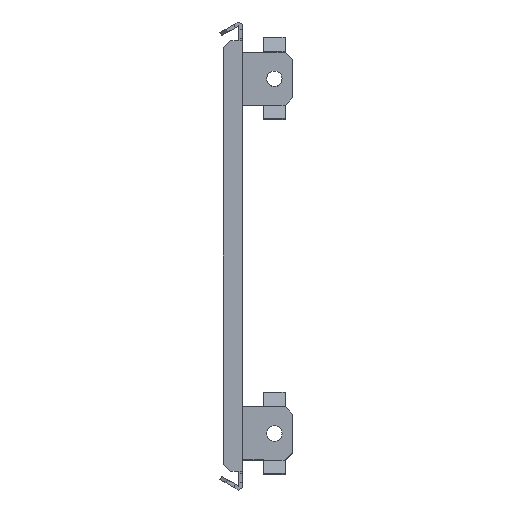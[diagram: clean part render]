
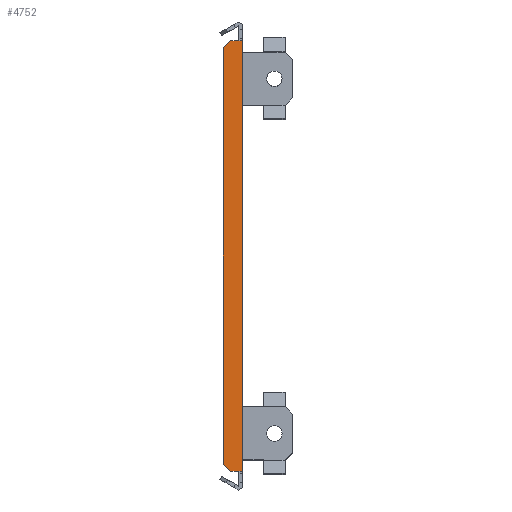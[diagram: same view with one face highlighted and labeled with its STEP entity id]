
A CAD part, front view. The second image highlights one B-rep face of the part: STEP entity #4752.
In plain terms, the highlighted planar face has unit normal (0, -1, 0).
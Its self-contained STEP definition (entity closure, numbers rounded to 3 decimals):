
#911 = VERTEX_POINT ( 'NONE', #7744 ) ;
#1312 = EDGE_CURVE ( 'NONE', #13219, #4061, #4200, .T. ) ;
#1317 = DIRECTION ( 'NONE',  ( -1., 0., 0. ) ) ;
#1439 = CARTESIAN_POINT ( 'NONE',  ( -2.5, -153., -90.897 ) ) ;
#1697 = VERTEX_POINT ( 'NONE', #8067 ) ;
#2000 = VECTOR ( 'NONE', #8815, 1000. ) ;
#2092 = VECTOR ( 'NONE', #9769, 1000. ) ;
#2194 = DIRECTION ( 'NONE',  ( 1., 0., 0. ) ) ;
#2245 = DIRECTION ( 'NONE',  ( 1., 0., 0. ) ) ;
#2369 = VECTOR ( 'NONE', #1317, 1000. ) ;
#2490 = CARTESIAN_POINT ( 'NONE',  ( 0., -153., -90.897 ) ) ;
#3018 = VECTOR ( 'NONE', #2194, 1000. ) ;
#3250 = LINE ( 'NONE', #6731, #2000 ) ;
#3360 = CARTESIAN_POINT ( 'NONE',  ( 0., -153., 90.897 ) ) ;
#3467 = VERTEX_POINT ( 'NONE', #8494 ) ;
#3654 = CARTESIAN_POINT ( 'NONE',  ( 0., -153., 0. ) ) ;
#4061 = VERTEX_POINT ( 'NONE', #5126 ) ;
#4200 = LINE ( 'NONE', #5367, #2092 ) ;
#4361 = LINE ( 'NONE', #7743, #12502 ) ;
#4599 = LINE ( 'NONE', #2490, #14248 ) ;
#4752 = ADVANCED_FACE ( 'NONE', ( #8986 ), #9061, .F. ) ;
#5094 = CARTESIAN_POINT ( 'NONE',  ( -2.5, -153., 90.897 ) ) ;
#5126 = CARTESIAN_POINT ( 'NONE',  ( -8., -153., -87.897 ) ) ;
#5324 = ORIENTED_EDGE ( 'NONE', *, *, #8785, .F. ) ;
#5367 = CARTESIAN_POINT ( 'NONE',  ( -8., -153., 0. ) ) ;
#5602 = LINE ( 'NONE', #3360, #2369 ) ;
#5720 = CARTESIAN_POINT ( 'NONE',  ( -47.948, -153., 47.948 ) ) ;
#5985 = EDGE_CURVE ( 'NONE', #911, #6203, #4599, .T. ) ;
#6203 = VERTEX_POINT ( 'NONE', #1439 ) ;
#6731 = CARTESIAN_POINT ( 'NONE',  ( 0., -153., 0. ) ) ;
#6807 = CARTESIAN_POINT ( 'NONE',  ( -47.948, -153., -47.948 ) ) ;
#6989 = CARTESIAN_POINT ( 'NONE',  ( -8., -153., 87.897 ) ) ;
#7680 = EDGE_CURVE ( 'NONE', #1697, #3467, #3250, .T. ) ;
#7743 = CARTESIAN_POINT ( 'NONE',  ( 0., -153., 90.897 ) ) ;
#7744 = CARTESIAN_POINT ( 'NONE',  ( -5., -153., -90.897 ) ) ;
#7946 = DIRECTION ( 'NONE',  ( -0.707, 0., -0.707 ) ) ;
#8030 = EDGE_LOOP ( 'NONE', ( #13666, #9439, #9766, #5324, #11642, #14389, #10940, #8131 ) ) ;
#8067 = CARTESIAN_POINT ( 'NONE',  ( 0., -153., -90.897 ) ) ;
#8131 = ORIENTED_EDGE ( 'NONE', *, *, #9433, .T. ) ;
#8186 = VECTOR ( 'NONE', #7946, 1000. ) ;
#8494 = CARTESIAN_POINT ( 'NONE',  ( 0., -153., 90.897 ) ) ;
#8618 = VERTEX_POINT ( 'NONE', #5094 ) ;
#8785 = EDGE_CURVE ( 'NONE', #8618, #3467, #4361, .T. ) ;
#8815 = DIRECTION ( 'NONE',  ( 0., 0., 1. ) ) ;
#8986 = FACE_OUTER_BOUND ( 'NONE', #8030, .T. ) ;
#9061 = PLANE ( 'NONE',  #13101 ) ;
#9145 = CARTESIAN_POINT ( 'NONE',  ( -5., -153., 90.897 ) ) ;
#9433 = EDGE_CURVE ( 'NONE', #4061, #911, #12311, .T. ) ;
#9439 = ORIENTED_EDGE ( 'NONE', *, *, #9624, .T. ) ;
#9624 = EDGE_CURVE ( 'NONE', #6203, #1697, #9938, .T. ) ;
#9766 = ORIENTED_EDGE ( 'NONE', *, *, #7680, .T. ) ;
#9769 = DIRECTION ( 'NONE',  ( 0., 0., -1. ) ) ;
#9875 = CARTESIAN_POINT ( 'NONE',  ( -2.5, -153., -90.897 ) ) ;
#9938 = LINE ( 'NONE', #9875, #3018 ) ;
#10173 = DIRECTION ( 'NONE',  ( 1., 0., 0. ) ) ;
#10680 = EDGE_CURVE ( 'NONE', #13128, #13219, #11532, .T. ) ;
#10940 = ORIENTED_EDGE ( 'NONE', *, *, #1312, .T. ) ;
#11231 = DIRECTION ( 'NONE',  ( 0.707, 0., -0.707 ) ) ;
#11532 = LINE ( 'NONE', #5720, #8186 ) ;
#11642 = ORIENTED_EDGE ( 'NONE', *, *, #14325, .T. ) ;
#12311 = LINE ( 'NONE', #6807, #12759 ) ;
#12502 = VECTOR ( 'NONE', #2245, 1000. ) ;
#12759 = VECTOR ( 'NONE', #11231, 1000. ) ;
#13101 = AXIS2_PLACEMENT_3D ( 'NONE', #3654, #13373, #13303 ) ;
#13128 = VERTEX_POINT ( 'NONE', #9145 ) ;
#13219 = VERTEX_POINT ( 'NONE', #6989 ) ;
#13303 = DIRECTION ( 'NONE',  ( -1., 0., 0. ) ) ;
#13373 = DIRECTION ( 'NONE',  ( 0., 1., 0. ) ) ;
#13666 = ORIENTED_EDGE ( 'NONE', *, *, #5985, .T. ) ;
#14248 = VECTOR ( 'NONE', #10173, 1000. ) ;
#14325 = EDGE_CURVE ( 'NONE', #8618, #13128, #5602, .T. ) ;
#14389 = ORIENTED_EDGE ( 'NONE', *, *, #10680, .T. ) ;
